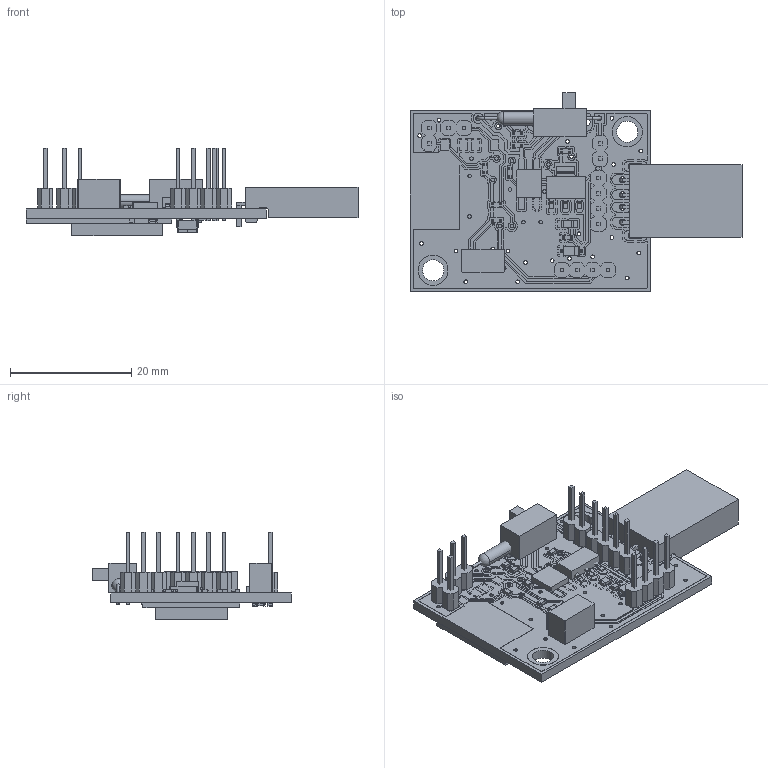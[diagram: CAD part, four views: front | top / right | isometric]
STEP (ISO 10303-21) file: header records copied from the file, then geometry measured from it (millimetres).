
FILE_DESCRIPTION (( 'STEP AP214' ), '1' );
FILE_NAME ('ESP_Sensors_V1.0_Panel', '', ( '' ), ( '' ), 'STEP 3.0', 'TARGET 3001!', '' );
FILE_SCHEMA (( 'AUTOMOTIVE_DESIGN' ));
Length unit declared in the file: millimetre
Products named in the file (104): ESP_Sensors_V1.0_Panel; Board_assembly; Board; PadsAndTracks_assembly; Copper_2_assembly; Copper_2; Copper_3_assembly; Copper_3; Copper_RST_assembly; Copper_RST; Copper_GND_assembly; Copper_GND; Copper_+3V_assembly; Copper_+3V; Copper_GPIO0_assembly; Copper_GPIO0; Copper_Sig$7_assembly; Copper_Sig$7; Copper_Sig$8_assembly; Copper_Sig$8; Copper_L2_assembly; Copper_L2; Copper_in+_assembly; Copper_in+; Copper_Sig$11_assembly; Copper_Sig$11; Copper_Sig$12_assembly; Copper_Sig$12; Copper_Sig$13_assembly; Copper_Sig$13; Copper_Sig$14_assembly; Copper_Sig$14; Copper_VDD_assembly; Copper_VDD; Copper_Sig$16_assembly; Copper_Sig$16; Copper_Sig$17_assembly; Copper_Sig$17; Copper_D_+_assembly; Copper_D_+ ...
Assembly tree (103 placements, depth 5):
  ESP_Sensors_V1.0_Panel
    Board_assembly
      Board
    PadsAndTracks_assembly
      Copper_2_assembly
        Copper_2
      Copper_3_assembly
        Copper_3
      Copper_RST_assembly
        Copper_RST
      Copper_GND_assembly
        Copper_GND
      Copper_+3V_assembly
        Copper_+3V
      Copper_GPIO0_assembly
        Copper_GPIO0
      Copper_Sig$7_assembly
        Copper_Sig$7
      Copper_Sig$8_assembly
        Copper_Sig$8
      Copper_L2_assembly
        Copper_L2
      Copper_in+_assembly
        Copper_in+
      Copper_Sig$11_assembly
        Copper_Sig$11
      Copper_Sig$12_assembly
        Copper_Sig$12
      Copper_Sig$13_assembly
        Copper_Sig$13
      Copper_Sig$14_assembly
        Copper_Sig$14
      Copper_VDD_assembly
        Copper_VDD
      Copper_Sig$16_assembly
        Copper_Sig$16
      Copper_Sig$17_assembly
        Copper_Sig$17
      Copper_D_+_assembly
        Copper_D_+
      Copper_D_-_assembly
        Copper_D_-
      Copper__assembly
        Copper_
    J1_assembly
      J1
    X2_assembly
      X2
    J2_assembly
      J2
    C3_assembly
      C3
    C4_assembly
      C4
    C5_assembly
      C5
    C6_assembly
      C6
    IC1_assembly
      IC1
Bounding box: 54.84 x 32.82 x 14.47 mm (x, y, z)
Volume: 4003.7 mm3; surface area: 10216.3 mm2
Topology: 198 solids, 198 shells, 4314 faces, 11717 edges, 7802 vertices
Faces by surface type: plane 3584, cylinder 726, sphere 2, torus 2
Full cylindrical faces by diameter (mm): 1 x2
Entity records: 116807 total; most frequent: ORIENTED_EDGE 23418, DIRECTION 15879, EDGE_CURVE 11709, LINE 10603, VECTOR 10358, CARTESIAN_POINT 9737, VERTEX_POINT 7798, EDGE_LOOP 4903
